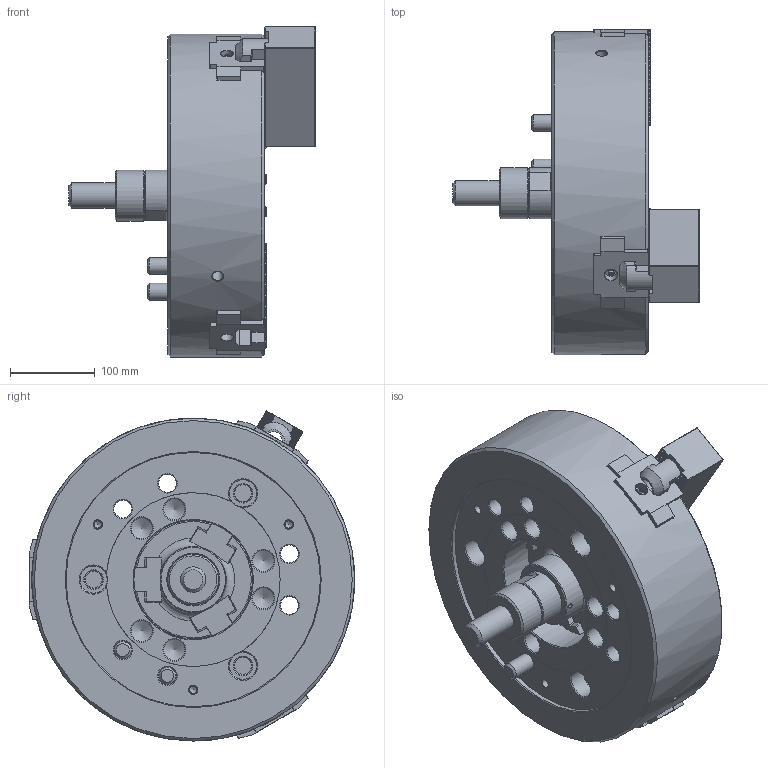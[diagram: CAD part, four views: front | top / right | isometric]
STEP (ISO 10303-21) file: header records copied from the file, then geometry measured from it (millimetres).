
FILE_DESCRIPTION(/* description */ ('Unknown'),/* implementation_level */ '2;1');
FILE_NAME(/* name */ 'ASY_N15 SOLID',/* time_stamp */ '2018-07-30T09:40:01+01:00',/* author */ ('Unknown'),/* organization */ ('Unknown'),/* preprocessor_version */ 'ST-DEVELOPER v16.7',/* originating_system */ 'DEX',/* authorisation */ $);
FILE_SCHEMA (('AUTOMOTIVE_DESIGN {1 0 10303 214 3 1 1}'));
Products named in the file (1): ASY_N15
Bounding box: 291.25 x 383.85 x 389.45 mm (x, y, z)
Volume: 11705821.4 mm3; surface area: 806781 mm2
Topology: 1 solids, 6 shells, 3182 faces, 9227 edges, 5988 vertices
Faces by surface type: plane 2705, cylinder 217, cone 187, bspline 48, torus 23, sphere 2
Full cylindrical faces by diameter (mm): 1.5 x4, 1.9 x1, 5 x29, 5.188 x3, 6 x7, 6.6 x3, 8.647 x3, 10 x3, 11 x3, 12 x2, 12.5 x2, 15 x3, 20 x7, 21 x11, 25 x6, 27 x1, 30 x5, 32 x11, 45 x1, 47 x1, 60 x3, 60.5 x1, 61 x1, 78 x1, 140 x1, 300 x1, 381 x1
Entity records: 124443 total; most frequent: CARTESIAN_POINT 19484, ORIENTED_EDGE 17816, DIRECTION 15933, EDGE_CURVE 8908, LINE 7695, VECTOR 7695, VERTEX_POINT 5904, AXIS2_PLACEMENT_3D 4119
